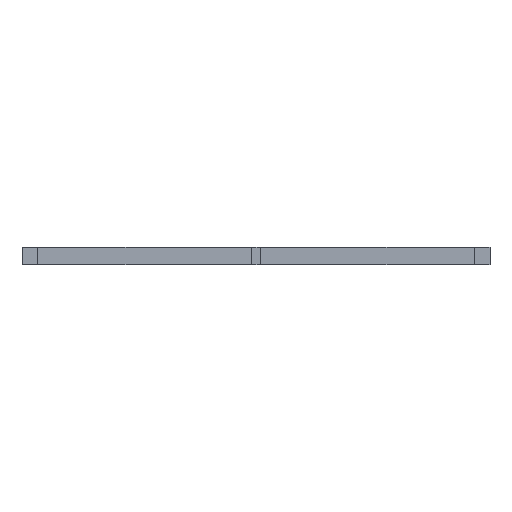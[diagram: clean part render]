
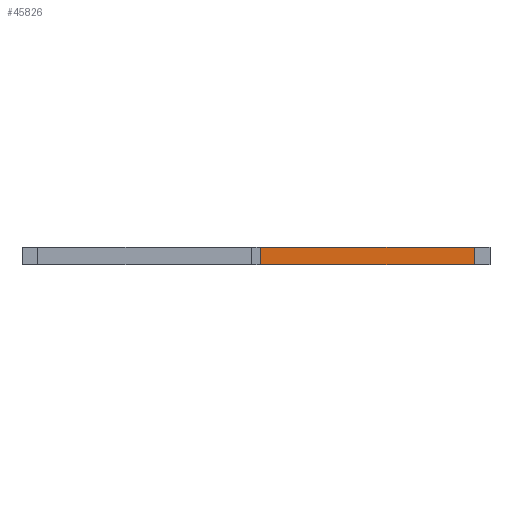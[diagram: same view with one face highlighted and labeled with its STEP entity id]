
A CAD part, left-side view. The second image highlights one B-rep face of the part: STEP entity #45826.
In plain terms, the highlighted planar face has unit normal (-1, 0, 0).
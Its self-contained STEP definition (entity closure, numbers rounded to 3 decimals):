
#3116=FACE_OUTER_BOUND('',#5202,.T.);
#5202=EDGE_LOOP('',(#37467,#37468,#37469,#37470));
#12466=LINE('',#70832,#18718);
#12467=LINE('',#70835,#18719);
#12468=LINE('',#70837,#18720);
#12469=LINE('',#70838,#18721);
#18718=VECTOR('',#58328,10.);
#18719=VECTOR('',#58331,10.);
#18720=VECTOR('',#58332,10.);
#18721=VECTOR('',#58333,10.);
#22893=VERTEX_POINT('',#70828);
#22894=VERTEX_POINT('',#70830);
#22895=VERTEX_POINT('',#70834);
#22896=VERTEX_POINT('',#70836);
#29138=EDGE_CURVE('',#22893,#22894,#12466,.T.);
#29139=EDGE_CURVE('',#22895,#22893,#12467,.T.);
#29140=EDGE_CURVE('',#22896,#22894,#12468,.T.);
#29141=EDGE_CURVE('',#22895,#22896,#12469,.T.);
#37467=ORIENTED_EDGE('',*,*,#29139,.T.);
#37468=ORIENTED_EDGE('',*,*,#29138,.T.);
#37469=ORIENTED_EDGE('',*,*,#29140,.F.);
#37470=ORIENTED_EDGE('',*,*,#29141,.F.);
#43740=PLANE('',#47932);
#45826=ADVANCED_FACE('',(#3116),#43740,.T.);
#47932=AXIS2_PLACEMENT_3D('',#70833,#58329,#58330);
#58328=DIRECTION('',(0.,0.,1.));
#58329=DIRECTION('center_axis',(-1.,0.,0.));
#58330=DIRECTION('ref_axis',(0.,-1.,0.));
#58331=DIRECTION('',(0.,-1.,0.));
#58332=DIRECTION('',(0.,-1.,0.));
#58333=DIRECTION('',(0.,0.,1.));
#70828=CARTESIAN_POINT('',(-96.9,-48.9,0.));
#70830=CARTESIAN_POINT('',(-96.9,-48.9,4.));
#70832=CARTESIAN_POINT('',(-96.9,-48.9,0.));
#70833=CARTESIAN_POINT('Origin',(-96.9,-1.,0.));
#70834=CARTESIAN_POINT('',(-96.9,-1.,0.));
#70835=CARTESIAN_POINT('',(-96.9,-1.,0.));
#70836=CARTESIAN_POINT('',(-96.9,-1.,4.));
#70837=CARTESIAN_POINT('',(-96.9,-1.,4.));
#70838=CARTESIAN_POINT('',(-96.9,-1.,0.));
